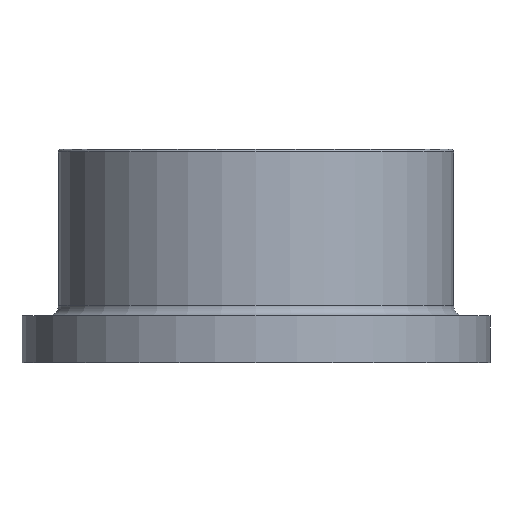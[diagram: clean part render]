
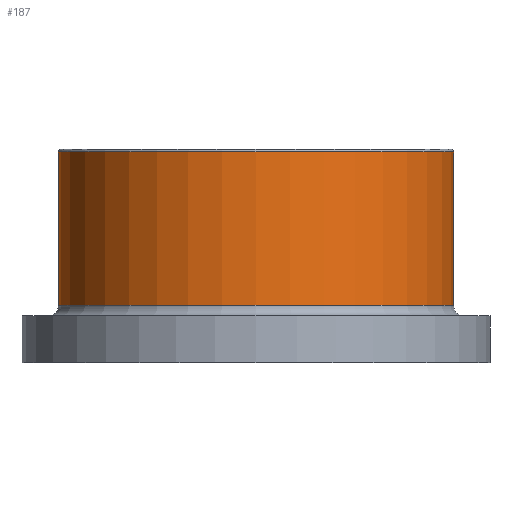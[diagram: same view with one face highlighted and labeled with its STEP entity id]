
A CAD part, front view. The second image highlights one B-rep face of the part: STEP entity #187.
In plain terms, the highlighted cylindrical face has radius 38 mm (diameter 76 mm), a full revolution.
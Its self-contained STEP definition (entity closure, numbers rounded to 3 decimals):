
#22=CYLINDRICAL_SURFACE($,#212,38.);
#30=FACE_BOUND($,#68,.T.);
#48=FACE_OUTER_BOUND($,#67,.T.);
#67=EDGE_LOOP($,(#152));
#68=EDGE_LOOP($,(#153));
#97=CIRCLE($,#211,38.);
#98=CIRCLE($,#213,38.);
#114=VERTEX_POINT($,#320);
#115=VERTEX_POINT($,#323);
#131=EDGE_CURVE($,#114,#114,#97,.T.);
#132=EDGE_CURVE($,#115,#115,#98,.T.);
#152=ORIENTED_EDGE($,*,*,#132,.F.);
#153=ORIENTED_EDGE($,*,*,#131,.T.);
#187=ADVANCED_FACE($,(#48,#30),#22,.T.);
#211=AXIS2_PLACEMENT_3D($,#321,#255,#256);
#212=AXIS2_PLACEMENT_3D($,#322,#257,#258);
#213=AXIS2_PLACEMENT_3D($,#324,#259,#260);
#255=DIRECTION('center_axis',(0.,0.,1.));
#256=DIRECTION('ref_axis',(0.,-1.,0.));
#257=DIRECTION('center_axis',(0.,0.,1.));
#258=DIRECTION('ref_axis',(0.,-1.,0.));
#259=DIRECTION('center_axis',(0.,0.,1.));
#260=DIRECTION('ref_axis',(0.,-1.,0.));
#320=CARTESIAN_POINT('',(0.,-38.,11.));
#321=CARTESIAN_POINT('Origin',(0.,0.,11.));
#322=CARTESIAN_POINT('Origin',(0.,0.,25.75));
#323=CARTESIAN_POINT('',(0.,-38.,40.5));
#324=CARTESIAN_POINT('Origin',(0.,0.,40.5));
